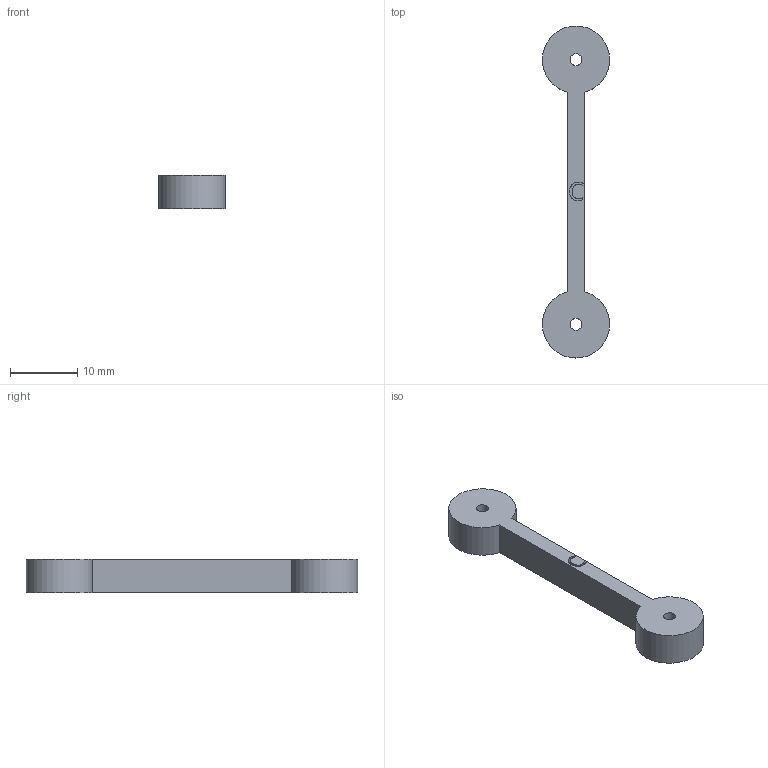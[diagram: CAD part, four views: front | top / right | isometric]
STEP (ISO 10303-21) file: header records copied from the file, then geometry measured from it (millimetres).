
FILE_DESCRIPTION(('FreeCAD Model'),'2;1');
FILE_NAME('Inner Parallel.step','2018-12-21T09:36:04',('kicad StepUp'),('ksu MCAD'), 'Open CASCADE STEP processor 7.3','FreeCAD','Unknown');
FILE_SCHEMA(('AUTOMOTIVE_DESIGN { 1 0 10303 214 1 1 1 1 }'));
Length unit declared in the file: millimetre
Products named in the file (1): Inner_Parralel
Bounding box: 9.99 x 49.3 x 5 mm (x, y, z)
Volume: 1125.4 mm3; surface area: 1113.1 mm2
Topology: 1 solids, 1 shells, 66 faces, 186 edges, 124 vertices
Faces by surface type: extrusion 52, plane 10, cylinder 4
Full cylindrical faces by diameter (mm): 1.75 x2
Entity records: 2231 total; most frequent: CARTESIAN_POINT 689, ORIENTED_EDGE 372, EDGE_CURVE 186, DIRECTION 172, B_SPLINE_CURVE_WITH_KNOTS 156, VECTOR 126, VERTEX_POINT 124, LINE 74
